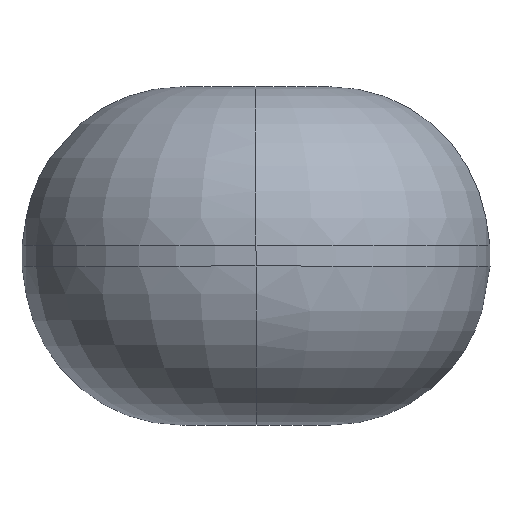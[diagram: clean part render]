
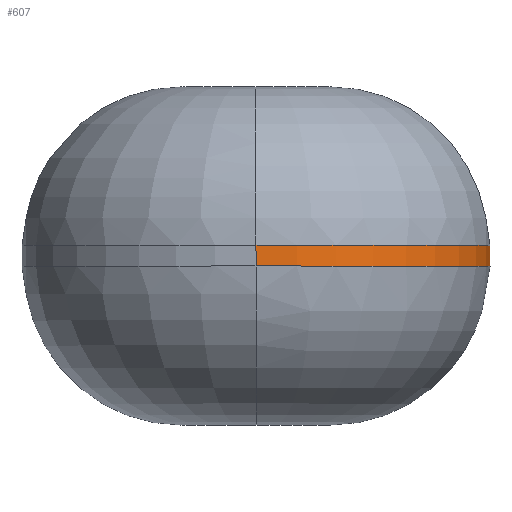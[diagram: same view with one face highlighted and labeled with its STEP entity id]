
A CAD part, top view. The second image highlights one B-rep face of the part: STEP entity #607.
In plain terms, the highlighted cylindrical face has radius 4.5 mm (diameter 9 mm), a partial arc.
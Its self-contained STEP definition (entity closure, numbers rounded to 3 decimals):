
#206 = CARTESIAN_POINT ( 'NONE',  ( 0., -3.25, 4. ) ) ;
#216 = AXIS2_PLACEMENT_3D ( 'NONE', #359, #383, #2127 ) ;
#233 = EDGE_CURVE ( 'NONE', #1313, #1689, #803, .T. ) ;
#299 = ORIENTED_EDGE ( 'NONE', *, *, #865, .T. ) ;
#323 = CARTESIAN_POINT ( 'NONE',  ( 0., 0.2, 4. ) ) ;
#352 = ORIENTED_EDGE ( 'NONE', *, *, #2200, .F. ) ;
#359 = CARTESIAN_POINT ( 'NONE',  ( 0., -0.2, 8.5 ) ) ;
#383 = DIRECTION ( 'NONE',  ( 0., 1., 0. ) ) ;
#463 = DIRECTION ( 'NONE',  ( 0., 0., 1. ) ) ;
#508 = AXIS2_PLACEMENT_3D ( 'NONE', #882, #1440, #2124 ) ;
#542 = EDGE_CURVE ( 'NONE', #2075, #1846, #879, .T. ) ;
#607 = ADVANCED_FACE ( 'NONE', ( #1083 ), #1226, .T. ) ;
#719 = DIRECTION ( 'NONE',  ( 0., 1., 0. ) ) ;
#803 = CIRCLE ( 'NONE', #216, 4.5 ) ;
#865 = EDGE_CURVE ( 'NONE', #1689, #1846, #896, .T. ) ;
#872 = LINE ( 'NONE', #1446, #1651 ) ;
#879 = CIRCLE ( 'NONE', #2251, 4.5 ) ;
#882 = CARTESIAN_POINT ( 'NONE',  ( 0., -3.25, 8.5 ) ) ;
#896 = LINE ( 'NONE', #206, #1390 ) ;
#1010 = ORIENTED_EDGE ( 'NONE', *, *, #233, .T. ) ;
#1067 = DIRECTION ( 'NONE',  ( 0., 1., 0. ) ) ;
#1083 = FACE_OUTER_BOUND ( 'NONE', #1910, .T. ) ;
#1192 = CARTESIAN_POINT ( 'NONE',  ( 0., 0.2, 8.5 ) ) ;
#1226 = CYLINDRICAL_SURFACE ( 'NONE', #508, 4.5 ) ;
#1286 = CARTESIAN_POINT ( 'NONE',  ( 0., -0.2, 13. ) ) ;
#1313 = VERTEX_POINT ( 'NONE', #1286 ) ;
#1390 = VECTOR ( 'NONE', #719, 1000. ) ;
#1440 = DIRECTION ( 'NONE',  ( 0., 1., 0. ) ) ;
#1446 = CARTESIAN_POINT ( 'NONE',  ( 0., -3.25, 13. ) ) ;
#1449 = CARTESIAN_POINT ( 'NONE',  ( 0., 0.2, 13. ) ) ;
#1597 = ORIENTED_EDGE ( 'NONE', *, *, #542, .F. ) ;
#1651 = VECTOR ( 'NONE', #1067, 1000. ) ;
#1689 = VERTEX_POINT ( 'NONE', #2167 ) ;
#1846 = VERTEX_POINT ( 'NONE', #323 ) ;
#1910 = EDGE_LOOP ( 'NONE', ( #1010, #299, #1597, #352 ) ) ;
#2075 = VERTEX_POINT ( 'NONE', #1449 ) ;
#2124 = DIRECTION ( 'NONE',  ( 0., 0., 1. ) ) ;
#2127 = DIRECTION ( 'NONE',  ( 0., 0., 1. ) ) ;
#2167 = CARTESIAN_POINT ( 'NONE',  ( 0., -0.2, 4. ) ) ;
#2200 = EDGE_CURVE ( 'NONE', #1313, #2075, #872, .T. ) ;
#2225 = DIRECTION ( 'NONE',  ( 0., 1., 0. ) ) ;
#2251 = AXIS2_PLACEMENT_3D ( 'NONE', #1192, #2225, #463 ) ;
